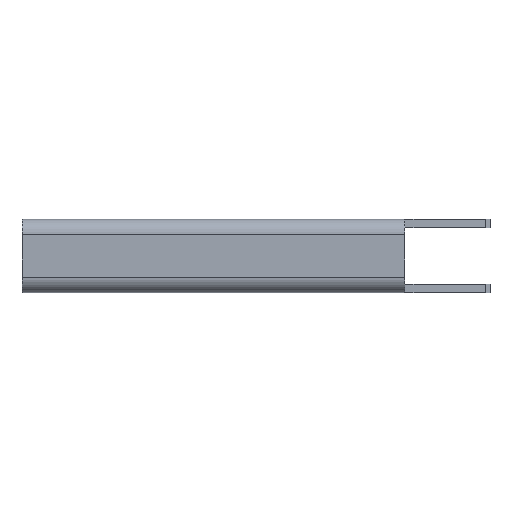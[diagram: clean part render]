
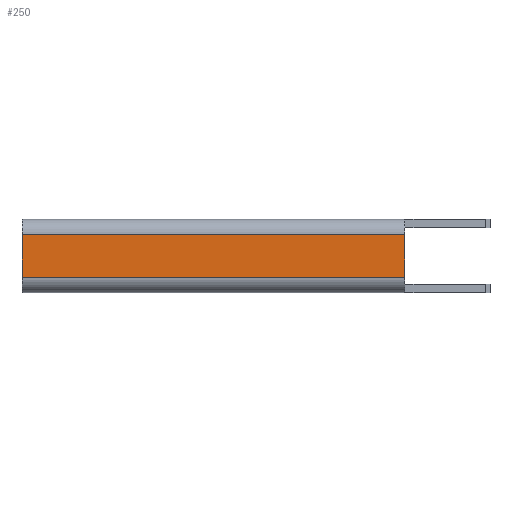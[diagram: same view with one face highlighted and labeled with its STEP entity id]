
A CAD part, top view. The second image highlights one B-rep face of the part: STEP entity #250.
In plain terms, the highlighted planar face has unit normal (0, 0, 1).
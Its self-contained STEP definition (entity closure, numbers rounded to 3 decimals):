
#5 = AXIS2_PLACEMENT_3D ( 'NONE', #453, #169, #88 ) ;
#28 = ORIENTED_EDGE ( 'NONE', *, *, #268, .T. ) ;
#58 = LINE ( 'NONE', #730, #479 ) ;
#60 = CARTESIAN_POINT ( 'NONE',  ( 22.5, -2.5, 0. ) ) ;
#88 = DIRECTION ( 'NONE',  ( -1., 0., 0. ) ) ;
#123 = VERTEX_POINT ( 'NONE', #368 ) ;
#132 = LINE ( 'NONE', #60, #237 ) ;
#139 = VECTOR ( 'NONE', #259, 1000. ) ;
#150 = FACE_OUTER_BOUND ( 'NONE', #191, .T. ) ;
#169 = DIRECTION ( 'NONE',  ( 0., 0., -1. ) ) ;
#171 = LINE ( 'NONE', #300, #139 ) ;
#191 = EDGE_LOOP ( 'NONE', ( #265, #28, #333, #347 ) ) ;
#237 = VECTOR ( 'NONE', #414, 1000. ) ;
#250 = ADVANCED_FACE ( 'NONE', ( #150 ), #510, .F. ) ;
#259 = DIRECTION ( 'NONE',  ( 1., 0., 0. ) ) ;
#265 = ORIENTED_EDGE ( 'NONE', *, *, #541, .T. ) ;
#268 = EDGE_CURVE ( 'NONE', #827, #123, #356, .T. ) ;
#300 = CARTESIAN_POINT ( 'NONE',  ( -22.5, -2.5, 0. ) ) ;
#305 = VECTOR ( 'NONE', #837, 1000. ) ;
#314 = EDGE_CURVE ( 'NONE', #123, #482, #58, .T. ) ;
#317 = EDGE_CURVE ( 'NONE', #482, #766, #171, .T. ) ;
#333 = ORIENTED_EDGE ( 'NONE', *, *, #314, .T. ) ;
#347 = ORIENTED_EDGE ( 'NONE', *, *, #317, .T. ) ;
#356 = LINE ( 'NONE', #519, #305 ) ;
#368 = CARTESIAN_POINT ( 'NONE',  ( -22.5, 2.5, 0. ) ) ;
#414 = DIRECTION ( 'NONE',  ( 0., 1., 0. ) ) ;
#453 = CARTESIAN_POINT ( 'NONE',  ( 0., 0., 0. ) ) ;
#479 = VECTOR ( 'NONE', #857, 1000. ) ;
#482 = VERTEX_POINT ( 'NONE', #484 ) ;
#484 = CARTESIAN_POINT ( 'NONE',  ( -22.5, -2.5, 0. ) ) ;
#510 = PLANE ( 'NONE',  #5 ) ;
#519 = CARTESIAN_POINT ( 'NONE',  ( -22.5, 2.5, 0. ) ) ;
#541 = EDGE_CURVE ( 'NONE', #766, #827, #132, .T. ) ;
#569 = CARTESIAN_POINT ( 'NONE',  ( 22.5, 2.5, 0. ) ) ;
#730 = CARTESIAN_POINT ( 'NONE',  ( -22.5, -2.5, 0. ) ) ;
#766 = VERTEX_POINT ( 'NONE', #784 ) ;
#784 = CARTESIAN_POINT ( 'NONE',  ( 22.5, -2.5, 0. ) ) ;
#827 = VERTEX_POINT ( 'NONE', #569 ) ;
#837 = DIRECTION ( 'NONE',  ( -1., 0., 0. ) ) ;
#857 = DIRECTION ( 'NONE',  ( 0., -1., 0. ) ) ;
